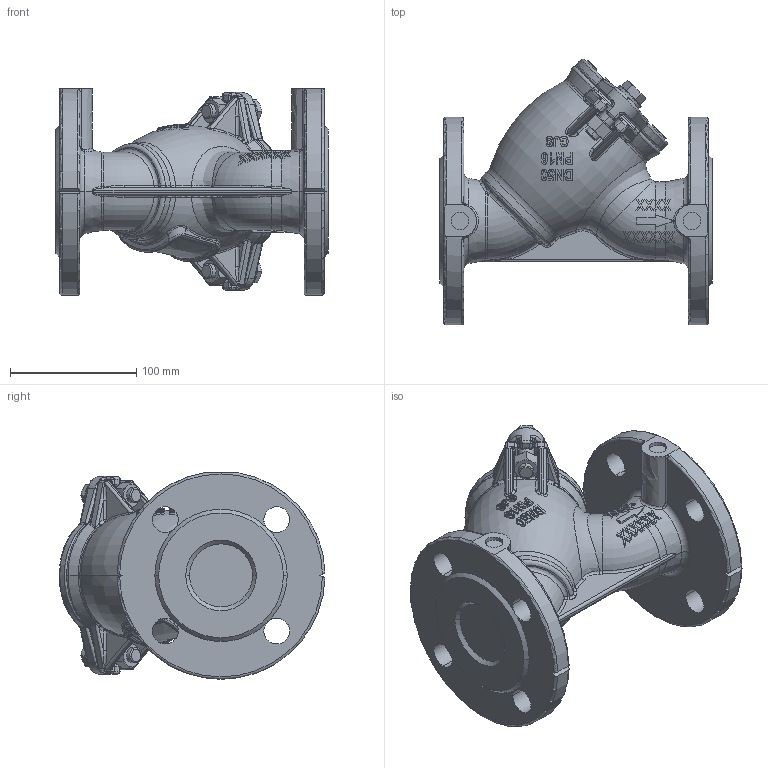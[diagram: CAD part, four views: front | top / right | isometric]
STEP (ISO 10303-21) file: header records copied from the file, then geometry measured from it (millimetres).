
FILE_DESCRIPTION (( 'STEP AP203' ), '1' );
FILE_NAME ('outline drawing^91000502XXXXXXXXXX.STEP', '2014-02-13T02:53:54', ( '' ), ( '' ), 'SwSTEP 2.0', 'SolidWorks 2012', '' );
FILE_SCHEMA (( 'CONFIG_CONTROL_DESIGN' ));
Length unit declared in the file: millimetre
Products named in the file (1): outline drawing^91000502XXXXXXXXXX
Bounding box: 216 x 211.04 x 164.01 mm (x, y, z)
Volume: 2005758.2 mm3; surface area: 191034 mm2
Topology: 1 solids, 1 shells, 1488 faces, 3832 edges, 2412 vertices
Faces by surface type: plane 613, bspline 448, cylinder 208, torus 133, cone 48, sphere 38
Entity records: 71043 total; most frequent: CARTESIAN_POINT 38870, ORIENTED_EDGE 7596, DIRECTION 5241, EDGE_CURVE 3798, VERTEX_POINT 2400, AXIS2_PLACEMENT_3D 1833, EDGE_LOOP 1596, VECTOR 1575
